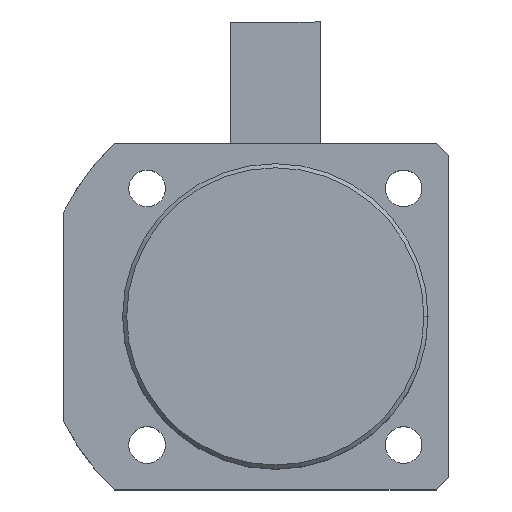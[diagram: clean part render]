
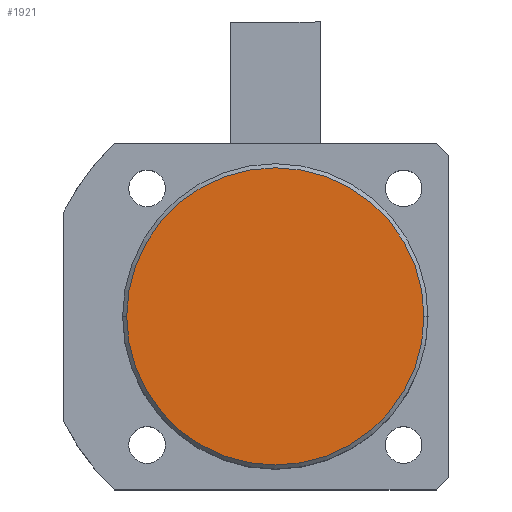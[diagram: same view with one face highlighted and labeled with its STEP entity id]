
A CAD part, top view. The second image highlights one B-rep face of the part: STEP entity #1921.
In plain terms, the highlighted planar face has unit normal (0, 0, 1).
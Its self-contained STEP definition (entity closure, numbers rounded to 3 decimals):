
#213 = VERTEX_POINT ( 'NONE', #942 ) ;
#314 = EDGE_CURVE ( 'NONE', #213, #4148, #1386, .T. ) ;
#512 = EDGE_CURVE ( 'NONE', #4148, #213, #1847, .T. ) ;
#630 = ORIENTED_EDGE ( 'NONE', *, *, #512, .T. ) ;
#642 = ORIENTED_EDGE ( 'NONE', *, *, #314, .T. ) ;
#942 = CARTESIAN_POINT ( 'NONE',  ( 36.5, 0., 84. ) ) ;
#1159 = DIRECTION ( 'NONE',  ( 1., 0., 0. ) ) ;
#1160 = DIRECTION ( 'NONE',  ( 0., 0., 1. ) ) ;
#1161 = CARTESIAN_POINT ( 'NONE',  ( 0., 0., 84. ) ) ;
#1386 = CIRCLE ( 'NONE', #6045, 36.5 ) ;
#1847 = CIRCLE ( 'NONE', #6085, 36.5 ) ;
#1921 = ADVANCED_FACE ( 'NONE', ( #8577 ), #7870, .T. ) ;
#2916 = DIRECTION ( 'NONE',  ( 1., 0., 0. ) ) ;
#2918 = DIRECTION ( 'NONE',  ( 0., 0., 1. ) ) ;
#2919 = CARTESIAN_POINT ( 'NONE',  ( 0., 0., 84. ) ) ;
#2994 = EDGE_LOOP ( 'NONE', ( #630, #642 ) ) ;
#4148 = VERTEX_POINT ( 'NONE', #4941 ) ;
#4941 = CARTESIAN_POINT ( 'NONE',  ( -36.5, 0., 84. ) ) ;
#6045 = AXIS2_PLACEMENT_3D ( 'NONE', #1161, #1160, #1159 ) ;
#6085 = AXIS2_PLACEMENT_3D ( 'NONE', #2919, #2918, #2916 ) ;
#6133 = AXIS2_PLACEMENT_3D ( 'NONE', #7863, #7872, #7873 ) ;
#7863 = CARTESIAN_POINT ( 'NONE',  ( 0., 0., 84. ) ) ;
#7870 = PLANE ( 'NONE',  #6133 ) ;
#7872 = DIRECTION ( 'NONE',  ( 0., 0., 1. ) ) ;
#7873 = DIRECTION ( 'NONE',  ( 1., 0., 0. ) ) ;
#8577 = FACE_OUTER_BOUND ( 'NONE', #2994, .T. ) ;
